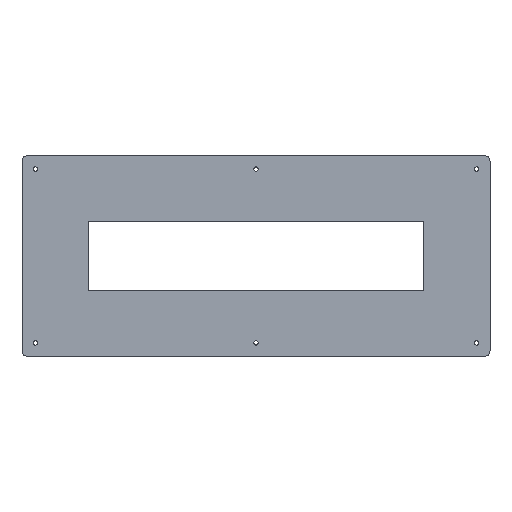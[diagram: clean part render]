
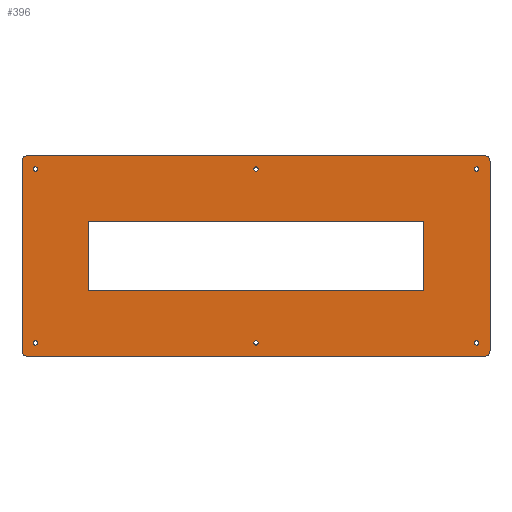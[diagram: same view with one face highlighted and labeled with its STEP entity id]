
A CAD part, top view. The second image highlights one B-rep face of the part: STEP entity #396.
In plain terms, the highlighted planar face has unit normal (0, 0, 1).
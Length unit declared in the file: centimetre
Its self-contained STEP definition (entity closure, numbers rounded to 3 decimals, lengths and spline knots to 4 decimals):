
#20=FACE_BOUND('',#67,.T.);
#21=FACE_BOUND('',#68,.T.);
#22=FACE_BOUND('',#69,.T.);
#23=FACE_BOUND('',#70,.T.);
#24=FACE_BOUND('',#71,.T.);
#25=FACE_BOUND('',#72,.T.);
#26=FACE_BOUND('',#73,.T.);
#34=PLANE('',#423);
#46=FACE_OUTER_BOUND('',#66,.T.);
#66=EDGE_LOOP('',(#284,#285,#286,#287,#288,#289,#290,#291));
#67=EDGE_LOOP('',(#292));
#68=EDGE_LOOP('',(#293));
#69=EDGE_LOOP('',(#294));
#70=EDGE_LOOP('',(#295));
#71=EDGE_LOOP('',(#296,#297,#298,#299));
#72=EDGE_LOOP('',(#300));
#73=EDGE_LOOP('',(#301));
#100=LINE('',#597,#134);
#101=LINE('',#601,#135);
#102=LINE('',#605,#136);
#103=LINE('',#608,#137);
#104=LINE('',#615,#138);
#105=LINE('',#617,#139);
#106=LINE('',#619,#140);
#107=LINE('',#620,#141);
#134=VECTOR('',#480,1.);
#135=VECTOR('',#483,1.);
#136=VECTOR('',#486,1.);
#137=VECTOR('',#489,1.);
#138=VECTOR('',#494,1.);
#139=VECTOR('',#495,1.);
#140=VECTOR('',#496,1.);
#141=VECTOR('',#497,1.);
#166=CIRCLE('',#418,3.25);
#168=CIRCLE('',#421,3.25);
#170=CIRCLE('',#424,8.);
#171=CIRCLE('',#425,8.);
#172=CIRCLE('',#426,8.);
#173=CIRCLE('',#427,8.);
#174=CIRCLE('',#428,3.25);
#175=CIRCLE('',#429,3.25);
#176=CIRCLE('',#430,3.25);
#177=CIRCLE('',#431,3.25);
#186=VERTEX_POINT('',#581);
#188=VERTEX_POINT('',#587);
#190=VERTEX_POINT('',#593);
#191=VERTEX_POINT('',#594);
#192=VERTEX_POINT('',#596);
#193=VERTEX_POINT('',#598);
#194=VERTEX_POINT('',#600);
#195=VERTEX_POINT('',#602);
#196=VERTEX_POINT('',#604);
#197=VERTEX_POINT('',#606);
#198=VERTEX_POINT('',#609);
#199=VERTEX_POINT('',#611);
#200=VERTEX_POINT('',#613);
#201=VERTEX_POINT('',#614);
#202=VERTEX_POINT('',#616);
#203=VERTEX_POINT('',#618);
#204=VERTEX_POINT('',#621);
#205=VERTEX_POINT('',#623);
#222=EDGE_CURVE('',#186,#186,#166,.T.);
#225=EDGE_CURVE('',#188,#188,#168,.T.);
#228=EDGE_CURVE('',#190,#191,#170,.T.);
#229=EDGE_CURVE('',#191,#192,#100,.T.);
#230=EDGE_CURVE('',#192,#193,#171,.T.);
#231=EDGE_CURVE('',#193,#194,#101,.T.);
#232=EDGE_CURVE('',#194,#195,#172,.T.);
#233=EDGE_CURVE('',#195,#196,#102,.T.);
#234=EDGE_CURVE('',#196,#197,#173,.T.);
#235=EDGE_CURVE('',#197,#190,#103,.T.);
#236=EDGE_CURVE('',#198,#198,#174,.T.);
#237=EDGE_CURVE('',#199,#199,#175,.T.);
#238=EDGE_CURVE('',#200,#201,#104,.T.);
#239=EDGE_CURVE('',#201,#202,#105,.T.);
#240=EDGE_CURVE('',#202,#203,#106,.T.);
#241=EDGE_CURVE('',#203,#200,#107,.T.);
#242=EDGE_CURVE('',#204,#204,#176,.T.);
#243=EDGE_CURVE('',#205,#205,#177,.T.);
#284=ORIENTED_EDGE('',*,*,#228,.T.);
#285=ORIENTED_EDGE('',*,*,#229,.T.);
#286=ORIENTED_EDGE('',*,*,#230,.T.);
#287=ORIENTED_EDGE('',*,*,#231,.T.);
#288=ORIENTED_EDGE('',*,*,#232,.T.);
#289=ORIENTED_EDGE('',*,*,#233,.T.);
#290=ORIENTED_EDGE('',*,*,#234,.T.);
#291=ORIENTED_EDGE('',*,*,#235,.T.);
#292=ORIENTED_EDGE('',*,*,#222,.T.);
#293=ORIENTED_EDGE('',*,*,#225,.T.);
#294=ORIENTED_EDGE('',*,*,#236,.T.);
#295=ORIENTED_EDGE('',*,*,#237,.T.);
#296=ORIENTED_EDGE('',*,*,#238,.T.);
#297=ORIENTED_EDGE('',*,*,#239,.T.);
#298=ORIENTED_EDGE('',*,*,#240,.T.);
#299=ORIENTED_EDGE('',*,*,#241,.T.);
#300=ORIENTED_EDGE('',*,*,#242,.T.);
#301=ORIENTED_EDGE('',*,*,#243,.T.);
#396=ADVANCED_FACE('',(#46,#20,#21,#22,#23,#24,#25,#26),#34,.T.);
#418=AXIS2_PLACEMENT_3D('',#582,#464,#465);
#421=AXIS2_PLACEMENT_3D('',#588,#471,#472);
#423=AXIS2_PLACEMENT_3D('',#592,#476,#477);
#424=AXIS2_PLACEMENT_3D('',#595,#478,#479);
#425=AXIS2_PLACEMENT_3D('',#599,#481,#482);
#426=AXIS2_PLACEMENT_3D('',#603,#484,#485);
#427=AXIS2_PLACEMENT_3D('',#607,#487,#488);
#428=AXIS2_PLACEMENT_3D('',#610,#490,#491);
#429=AXIS2_PLACEMENT_3D('',#612,#492,#493);
#430=AXIS2_PLACEMENT_3D('',#622,#498,#499);
#431=AXIS2_PLACEMENT_3D('',#624,#500,#501);
#464=DIRECTION('center_axis',(0.,0.,
-1.));
#465=DIRECTION('ref_axis',(-1.,0.,0.));
#471=DIRECTION('center_axis',(0.,0.,
-1.));
#472=DIRECTION('ref_axis',(-1.,0.,0.));
#476=DIRECTION('center_axis',(0.,0.,
1.));
#477=DIRECTION('ref_axis',(1.,0.,0.));
#478=DIRECTION('center_axis',(0.,0.,1.));
#479=DIRECTION('ref_axis',(1.,0.,0.));
#480=DIRECTION('',(-1.,0.,0.));
#481=DIRECTION('center_axis',(0.,0.,1.));
#482=DIRECTION('ref_axis',(0.,1.,0.));
#483=DIRECTION('',(0.,-1.,0.));
#484=DIRECTION('center_axis',(0.,0.,1.));
#485=DIRECTION('ref_axis',(-1.,0.,0.));
#486=DIRECTION('',(1.,0.,0.));
#487=DIRECTION('center_axis',(0.,0.,1.));
#488=DIRECTION('ref_axis',(0.,-1.,0.));
#489=DIRECTION('',(0.,1.,0.));
#490=DIRECTION('center_axis',(0.,0.,-1.));
#491=DIRECTION('ref_axis',(1.,0.,0.));
#492=DIRECTION('center_axis',(0.,0.,-1.));
#493=DIRECTION('ref_axis',(-1.,0.,0.));
#494=DIRECTION('',(0.,-1.,0.));
#495=DIRECTION('',(-1.,0.,0.));
#496=DIRECTION('',(0.,1.,0.));
#497=DIRECTION('',(1.,0.,0.));
#498=DIRECTION('center_axis',(0.,0.,-1.));
#499=DIRECTION('ref_axis',(1.,0.,0.));
#500=DIRECTION('center_axis',(0.,0.,-1.));
#501=DIRECTION('ref_axis',(1.,0.,0.));
#581=CARTESIAN_POINT('',(3.25,-79.,0.5));
#582=CARTESIAN_POINT('Origin',(0.,-79.,0.5));
#587=CARTESIAN_POINT('',(3.25,181.,0.5));
#588=CARTESIAN_POINT('Origin',(0.,181.,0.5));
#592=CARTESIAN_POINT('Origin',(0.,51.,0.5));
#593=CARTESIAN_POINT('',(350.,193.,0.5));
#594=CARTESIAN_POINT('',(342.,201.,0.5));
#595=CARTESIAN_POINT('Origin',(342.,193.,0.5));
#596=CARTESIAN_POINT('',(-342.,201.,0.5));
#597=CARTESIAN_POINT('',(342.,201.,0.5));
#598=CARTESIAN_POINT('',(-350.,193.,0.5));
#599=CARTESIAN_POINT('Origin',(-342.,193.,0.5));
#600=CARTESIAN_POINT('',(-350.,-91.,0.5));
#601=CARTESIAN_POINT('',(-350.,193.,0.5));
#602=CARTESIAN_POINT('',(-342.,-99.,0.5));
#603=CARTESIAN_POINT('Origin',(-342.,-91.,0.5));
#604=CARTESIAN_POINT('',(342.,-99.,0.5));
#605=CARTESIAN_POINT('',(-342.,-99.,0.5));
#606=CARTESIAN_POINT('',(350.,-91.,0.5));
#607=CARTESIAN_POINT('Origin',(342.,-91.,0.5));
#608=CARTESIAN_POINT('',(350.,-91.,0.5));
#609=CARTESIAN_POINT('',(333.25,181.,0.5));
#610=CARTESIAN_POINT('Origin',(330.,181.,0.5));
#611=CARTESIAN_POINT('',(-333.25,181.,0.5));
#612=CARTESIAN_POINT('Origin',(-330.,181.,0.5));
#613=CARTESIAN_POINT('',(251.,102.,0.5));
#614=CARTESIAN_POINT('',(251.,0.,0.5));
#615=CARTESIAN_POINT('',(251.,102.,0.5));
#616=CARTESIAN_POINT('',(-251.,0.,0.5));
#617=CARTESIAN_POINT('',(251.,0.,0.5));
#618=CARTESIAN_POINT('',(-251.,102.,0.5));
#619=CARTESIAN_POINT('',(-251.,0.,0.5));
#620=CARTESIAN_POINT('',(-251.,102.,0.5));
#621=CARTESIAN_POINT('',(-333.25,-79.,0.5));
#622=CARTESIAN_POINT('Origin',(-330.,-79.,0.5));
#623=CARTESIAN_POINT('',(333.25,-79.,0.5));
#624=CARTESIAN_POINT('Origin',(330.,-79.,0.5));
